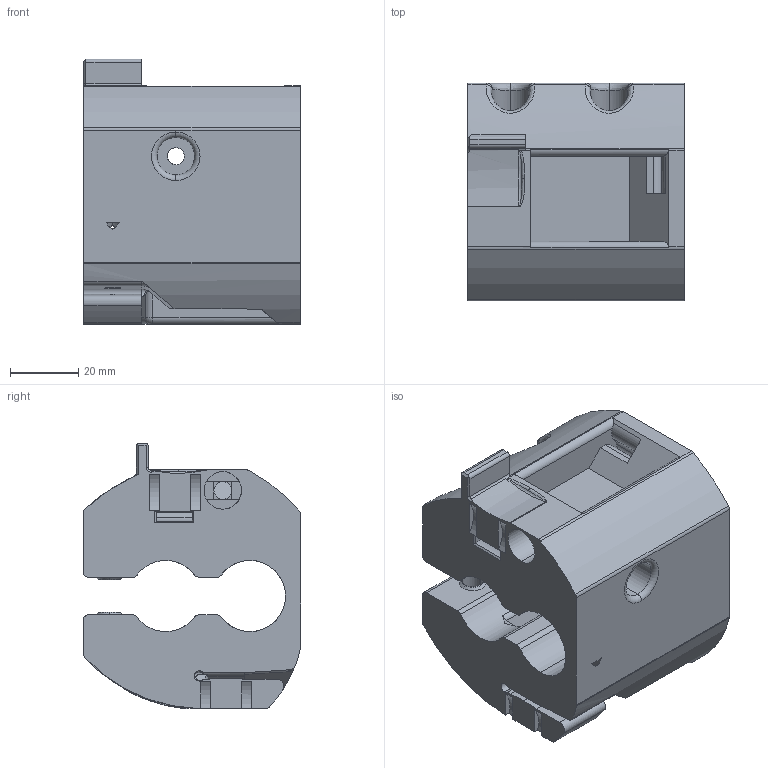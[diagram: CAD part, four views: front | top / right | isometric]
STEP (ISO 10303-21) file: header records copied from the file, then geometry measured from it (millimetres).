
FILE_DESCRIPTION (( 'STEP AP214' ), '1' );
FILE_NAME ('Zen Center.STEP', '2021-07-03T02:14:50', ( '' ), ( '' ), 'SwSTEP 2.0', 'SolidWorks 2018', '' );
FILE_SCHEMA (( 'AUTOMOTIVE_DESIGN' ));
Length unit declared in the file: millimetre
Products named in the file (1): Zen Center
Bounding box: 63.5 x 63.9 x 78.05 mm (x, y, z)
Volume: 149856.1 mm3; surface area: 44317 mm2
Topology: 1 solids, 1 shells, 460 faces, 1204 edges, 763 vertices
Faces by surface type: plane 185, cylinder 163, bspline 47, cone 45, torus 10, sphere 10
Entity records: 17517 total; most frequent: CARTESIAN_POINT 6454, ORIENTED_EDGE 2394, DIRECTION 2224, EDGE_CURVE 1197, AXIS2_PLACEMENT_3D 831, VERTEX_POINT 763, LINE 562, VECTOR 562
